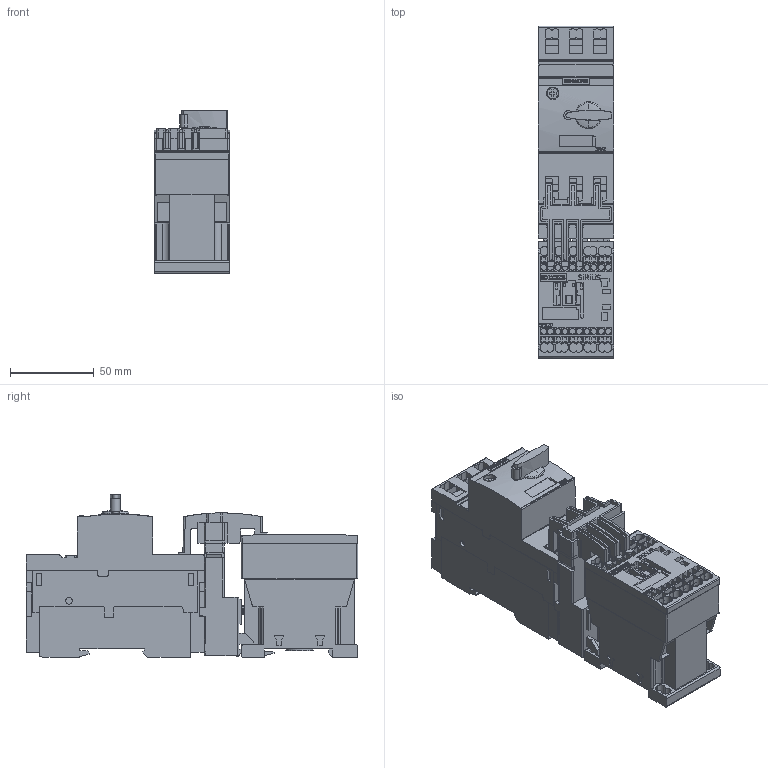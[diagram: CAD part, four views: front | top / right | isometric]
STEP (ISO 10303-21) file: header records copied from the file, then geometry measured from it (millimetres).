
FILE_DESCRIPTION(('STEP AP214'),'1');
FILE_NAME('cctmp_DC0E25FB-7B8F-4C9D-BF43-9A7B6C53838E_2025_05_15_11_52_38_0805..stp','2025-05-15T09:52:40',('SIEMENS A&D'),('CADClick - www.CADClick.com'),'Spatial InterOp 3D postprocessed',' ','unknown authorization');
FILE_SCHEMA(('AUTOMOTIVE_DESIGN'));
Length unit declared in the file: millimetre
Products named in the file (3): cc_unnamed; 2025_05_15_11_52_38_0744; 2025_05_15_11_52_38_0712
Assembly tree (2 placements, depth 2):
  cc_unnamed
    2025_05_15_11_52_38_0744
    2025_05_15_11_52_38_0712
Bounding box: 45 x 197.55 x 96.9 mm (x, y, z)
Volume: 555244.8 mm3; surface area: 104981.3 mm2
Topology: 2 solids, 2 shells, 2536 faces, 7128 edges, 4739 vertices
Faces by surface type: plane 1882, cylinder 632, torus 18, cone 4
Entity records: 90831 total; most frequent: CARTESIAN_POINT 16397, ORIENTED_EDGE 14240, DIRECTION 13413, EDGE_CURVE 7120, LINE 5589, VECTOR 5589, VERTEX_POINT 4739, AXIS2_PLACEMENT_3D 3912
